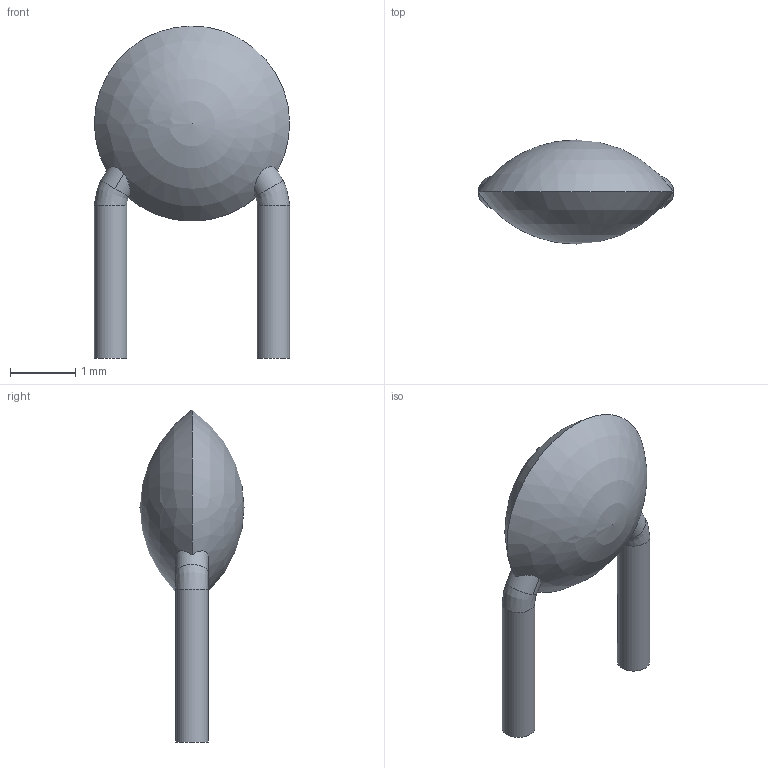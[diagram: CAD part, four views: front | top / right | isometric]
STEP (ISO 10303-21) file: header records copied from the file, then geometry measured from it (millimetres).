
FILE_DESCRIPTION(/* description */ ('model of C_Disc_D3.0mm_W1.6mm_P2.50mm'),/* implementation_level */ '2;1');
FILE_NAME(/* name */ 'C_Disc_D3.0mm_W1.6mm_P2.50mm.step',/* time_stamp */ '2017-07-29T11:29:44',/* author */ ('kicad StepUp','ksu'),/* organization */ ('FreeCAD'),/* preprocessor_version */ 'OCC',/* originating_system */ 'kicad StepUp',/* authorisation */ '');
FILE_SCHEMA(('AUTOMOTIVE_DESIGN_CC2 { 1 2 10303 214 -1 1 5 4 }'));
Length unit declared in the file: millimetre
Products named in the file (2): ASSEMBLY; C_Disc_D30mm_W16mm_P250mm
Assembly tree (1 placements, depth 2):
  ASSEMBLY
    C_Disc_D30mm_W16mm_P250mm
Bounding box: 3 x 1.6 x 5.1 mm (x, y, z)
Volume: 7.3 mm3; surface area: 26.8 mm2
Topology: 1 solids, 1 shells, 12 faces, 31 edges, 19 vertices
Faces by surface type: cylinder 6, plane 2, revolution 2, sphere 2
Full cylindrical faces by diameter (mm): 0.5 x2
Entity records: 693 total; most frequent: CARTESIAN_POINT 294, DIRECTION 64, ORIENTED_EDGE 58, AXIS2_PLACEMENT_3D 29, EDGE_CURVE 29, VERTEX_POINT 19, CIRCLE 17, ADVANCED_FACE 12
